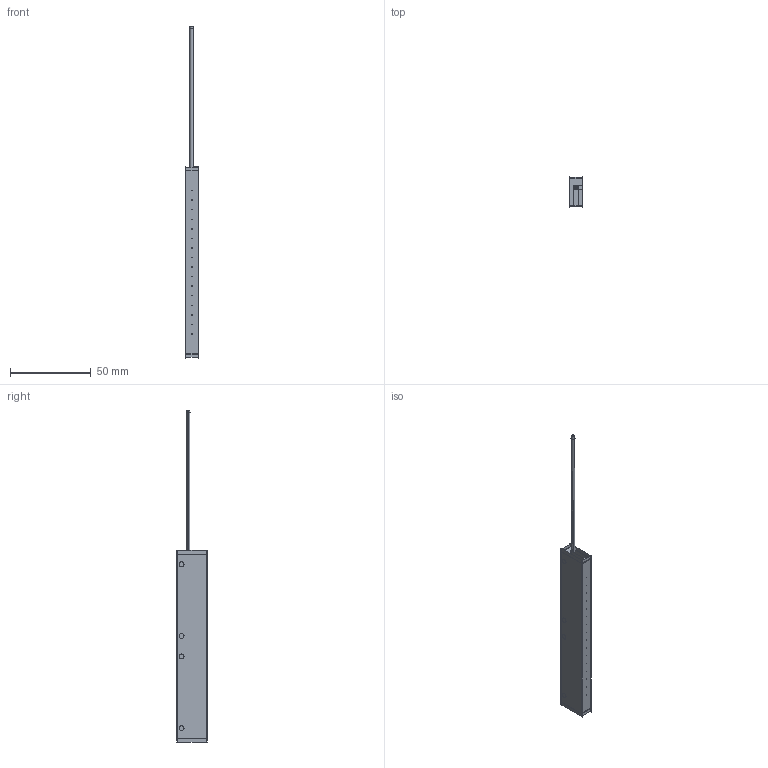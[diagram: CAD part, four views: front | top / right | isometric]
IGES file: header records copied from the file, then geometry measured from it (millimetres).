
Start section:  PTC IGES file: 192786.igs
Global section: file name: 192786.igs; native system: Creo Parametric by Parametric Technology Corporation; preprocessor: 2013230; author: pdmadmin; organization: Unknown; date: 20160209.165646; units: millimetre
Bounding box: 7.93 x 18.76 x 206.02 mm (x, y, z)
Volume: 12713.3 mm3; surface area: 52585.1 mm2
Topology: 26 solids, 27 shells, 426 faces, 2020 edges, 2564 vertices
Faces by surface type: revolution 232, bspline 194
